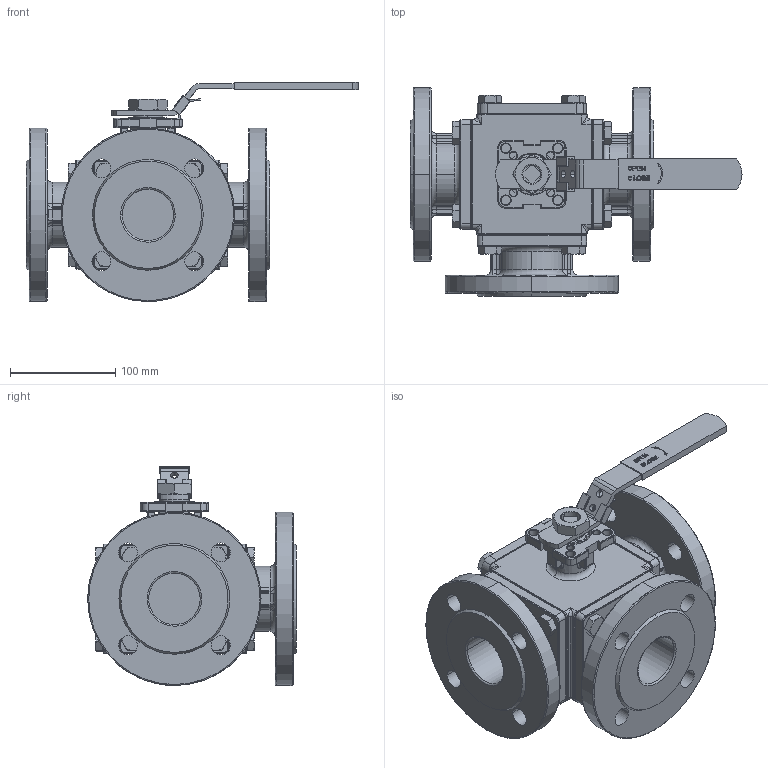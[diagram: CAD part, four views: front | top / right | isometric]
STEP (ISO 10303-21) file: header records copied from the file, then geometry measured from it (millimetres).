
FILE_DESCRIPTION(('HOOPS Exchange Step'),'2;1');
FILE_NAME('FK0800_PN16_DN50.stp','2025-08-25T09:48:26+02:00',('nieru'),('Unknown organisation'),'HOOPS Exchange 2024.2','HOOPS Exchange','Unknown authorisation');
FILE_SCHEMA( ('AP203_CONFIGURATION_CONTROLLED_3D_DESIGN_OF_MECHANICAL_PARTS_AND_ASSEMBLIES_MIM_LF') );
Length unit declared in the file: millimetre
Products named in the file (2): 0; root
Assembly tree (1 placements, depth 2):
  root
    0
Bounding box: 316 x 198.5 x 208.5 mm (x, y, z)
Volume: 3082616.1 mm3; surface area: 335303.5 mm2
Topology: 1 solids, 1 shells, 2121 faces, 5704 edges, 3536 vertices
Faces by surface type: cylinder 784, plane 707, cone 235, bspline 193, torus 150, sphere 52
Entity records: 83547 total; most frequent: CARTESIAN_POINT 32818, ORIENTED_EDGE 11320, DIRECTION 9423, EDGE_CURVE 5660, VERTEX_POINT 3535, AXIS2_PLACEMENT_3D 3455, VECTOR 2513, LINE 2513
